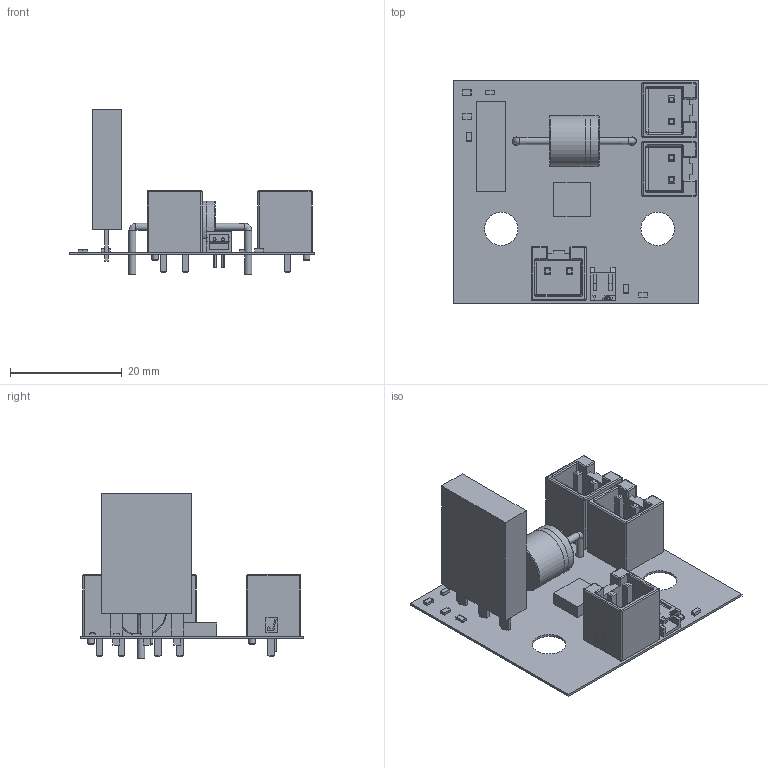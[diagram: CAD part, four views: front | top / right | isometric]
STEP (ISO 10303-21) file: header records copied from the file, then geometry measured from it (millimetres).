
FILE_DESCRIPTION(('Open CASCADE Model'),'2;1');
FILE_NAME('Open CASCADE Shape Model','2023-11-14T22:20:28',('Author'),( 'Open CASCADE'),'Open CASCADE STEP processor 7.5','Open CASCADE 7.5' ,'Unknown');
FILE_SCHEMA(('AUTOMOTIVE_DESIGN { 1 0 10303 214 1 1 1 1 }'));
Length unit declared in the file: millimetre
Products named in the file (56): PCB; Board; Open CASCADE STEP translator 7.5 4.1.1; J5; Conn_JST_B2P-VH-FB-B_LF_SN_eec; 1; B2P-VH-FB-B; JST Logo adjustable; DS1; 6250021424; Extruded; R4; 6126008768; Mid_Body; Terminal; Open CASCADE STEP translator 6.8 3.2.1; Mark; R3; 6933481680; R2; 6126009968; R10; DS4; Q1; 6250457808; 6250457648; 6250457168; J3; J2; Conn_JST_S2B-ZR_LF_SN_eec; Body; Pins; New Marking; JST Logo; J1; D2; Diode_Vishay_GI756-E3-54_eec; Leads; Vishay; mark ...
Assembly tree (66 placements, depth 5):
  PCB
    Board
      Open CASCADE STEP translator 7.5 4.1.1
    J5
      Conn_JST_B2P-VH-FB-B_LF_SN_eec
        1
          1
          B2P-VH-FB-B
          JST Logo adjustable
    DS1
      6250021424
        Extruded
    R4
      6126008768
        Mid_Body
        Terminal  x2
          Open CASCADE STEP translator 6.8 3.2.1
        Mark
    R3
      6933481680
        Mid_Body
        Terminal  x2
          Open CASCADE STEP translator 6.8 3.2.1
        Mark
    R2
      6126009968
        Mid_Body
        Terminal  x2
          Open CASCADE STEP translator 6.8 3.2.1
        Mark
    R10
      6126008768
        Mid_Body
        Terminal  x2
          Open CASCADE STEP translator 6.8 3.2.1
        Mark
    DS4
      6250021424
        Extruded
    Q1
      6250457808  x3
        Extruded
      6250457648  x3
        Extruded
      6250457168
        Extruded
    J3
      Conn_JST_B2P-VH-FB-B_LF_SN_eec
        1
          1
          B2P-VH-FB-B
          JST Logo adjustable
    J2
      Conn_JST_S2B-ZR_LF_SN_eec
        Body
        Pins
        New Marking
        JST Logo
    J1
      Conn_JST_B2P-VH-FB-B_LF_SN_eec
Bounding box: 44 x 40 x 29.57 mm (x, y, z)
Volume: 5121.5 mm3; surface area: 8853.3 mm2
Topology: 61 solids, 61 shells, 796 faces, 1842 edges, 1163 vertices
Faces by surface type: plane 555, cylinder 141, bspline 45, sphere 36, torus 16, cone 3
Full cylindrical faces by diameter (mm): 0.7 x2, 1.18 x3, 1.27 x4, 1.4 x6, 1.5 x2, 1.65 x6, 6 x2, 9.1 x3
Entity records: 15180 total; most frequent: CARTESIAN_POINT 2885, ORIENTED_EDGE 2120, DIRECTION 2081, EDGE_CURVE 1060, LINE 811, VECTOR 811, VERTEX_POINT 685, AXIS2_PLACEMENT_3D 635
